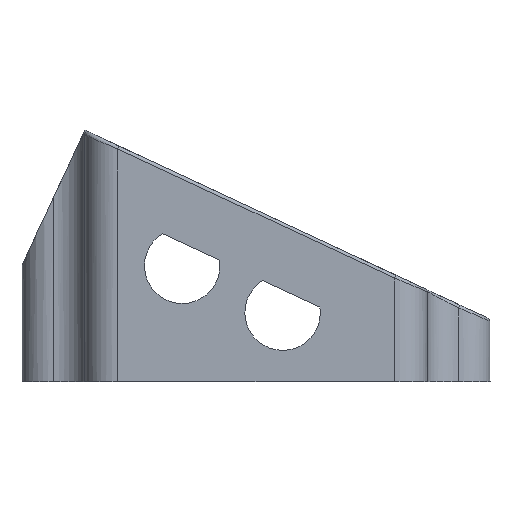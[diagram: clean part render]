
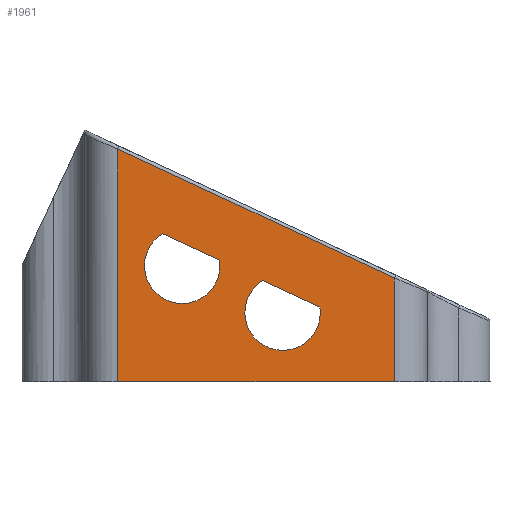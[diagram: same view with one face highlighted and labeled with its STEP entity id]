
A CAD part, left-side view. The second image highlights one B-rep face of the part: STEP entity #1961.
In plain terms, the highlighted planar face has unit normal (-1, 0, 0).
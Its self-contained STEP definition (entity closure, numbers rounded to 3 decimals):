
#30=FACE_BOUND('',#310,.T.);
#31=FACE_BOUND('',#311,.T.);
#95=PLANE('',#2122);
#191=FACE_OUTER_BOUND('',#309,.T.);
#309=EDGE_LOOP('',(#1601,#1602,#1603,#1604));
#310=EDGE_LOOP('',(#1605,#1606));
#311=EDGE_LOOP('',(#1607,#1608));
#498=LINE('',#3066,#693);
#517=LINE('',#3443,#712);
#518=LINE('',#3447,#713);
#519=LINE('',#3448,#714);
#520=LINE('',#3452,#715);
#521=LINE('',#3456,#716);
#693=VECTOR('',#2442,10.);
#712=VECTOR('',#2527,10.);
#713=VECTOR('',#2532,10.);
#714=VECTOR('',#2533,10.);
#715=VECTOR('',#2536,10.);
#716=VECTOR('',#2539,10.);
#814=CIRCLE('',#2123,6.);
#815=CIRCLE('',#2124,6.);
#921=VERTEX_POINT('',#3055);
#922=VERTEX_POINT('',#3064);
#948=VERTEX_POINT('',#3442);
#949=VERTEX_POINT('',#3446);
#950=VERTEX_POINT('',#3449);
#951=VERTEX_POINT('',#3450);
#952=VERTEX_POINT('',#3453);
#953=VERTEX_POINT('',#3454);
#1143=EDGE_CURVE('',#921,#922,#498,.T.);
#1189=EDGE_CURVE('',#948,#922,#517,.T.);
#1191=EDGE_CURVE('',#949,#921,#518,.T.);
#1192=EDGE_CURVE('',#948,#949,#519,.T.);
#1193=EDGE_CURVE('',#950,#951,#814,.T.);
#1194=EDGE_CURVE('',#951,#950,#520,.T.);
#1195=EDGE_CURVE('',#952,#953,#815,.T.);
#1196=EDGE_CURVE('',#953,#952,#521,.T.);
#1601=ORIENTED_EDGE('',*,*,#1143,.F.);
#1602=ORIENTED_EDGE('',*,*,#1191,.F.);
#1603=ORIENTED_EDGE('',*,*,#1192,.F.);
#1604=ORIENTED_EDGE('',*,*,#1189,.T.);
#1605=ORIENTED_EDGE('',*,*,#1193,.T.);
#1606=ORIENTED_EDGE('',*,*,#1194,.T.);
#1607=ORIENTED_EDGE('',*,*,#1195,.T.);
#1608=ORIENTED_EDGE('',*,*,#1196,.T.);
#1961=ADVANCED_FACE('',(#191,#30,#31),#95,.T.);
#2122=AXIS2_PLACEMENT_3D('',#3445,#2530,#2531);
#2123=AXIS2_PLACEMENT_3D('',#3451,#2534,#2535);
#2124=AXIS2_PLACEMENT_3D('',#3455,#2537,#2538);
#2442=DIRECTION('',(0.,-0.906,-0.423));
#2527=DIRECTION('',(0.,0.,1.));
#2530=DIRECTION('center_axis',(-1.,0.,0.));
#2531=DIRECTION('ref_axis',(0.,-1.,0.));
#2532=DIRECTION('',(0.,0.,1.));
#2533=DIRECTION('',(0.,1.,0.));
#2534=DIRECTION('center_axis',(1.,0.,0.));
#2535=DIRECTION('ref_axis',(0.,0.522,0.853));
#2536=DIRECTION('',(0.,-0.906,-0.423));
#2537=DIRECTION('center_axis',(1.,0.,0.));
#2538=DIRECTION('ref_axis',(0.,0.522,0.853));
#2539=DIRECTION('',(0.,-0.906,-0.423));
#3055=CARTESIAN_POINT('',(-33.7,22.,37.024));
#3064=CARTESIAN_POINT('',(-33.7,-22.,16.506));
#3066=CARTESIAN_POINT('',(-33.7,5.289,29.231));
#3442=CARTESIAN_POINT('',(-33.7,-22.,0.));
#3443=CARTESIAN_POINT('',(-33.7,-22.,0.));
#3445=CARTESIAN_POINT('Origin',(-33.7,22.,0.));
#3446=CARTESIAN_POINT('',(-33.7,22.,0.));
#3447=CARTESIAN_POINT('',(-33.7,22.,0.));
#3448=CARTESIAN_POINT('',(-33.7,-22.,0.));
#3449=CARTESIAN_POINT('',(-33.7,5.797,19.335));
#3450=CARTESIAN_POINT('',(-33.7,14.86,23.562));
#3451=CARTESIAN_POINT('Origin',(-33.7,11.731,18.443));
#3452=CARTESIAN_POINT('',(-33.7,8.749,20.712));
#3453=CARTESIAN_POINT('',(-33.7,-10.163,11.893));
#3454=CARTESIAN_POINT('',(-33.7,-1.1,16.119));
#3455=CARTESIAN_POINT('Origin',(-33.7,-4.23,11.));
#3456=CARTESIAN_POINT('',(-33.7,0.768,16.99));
